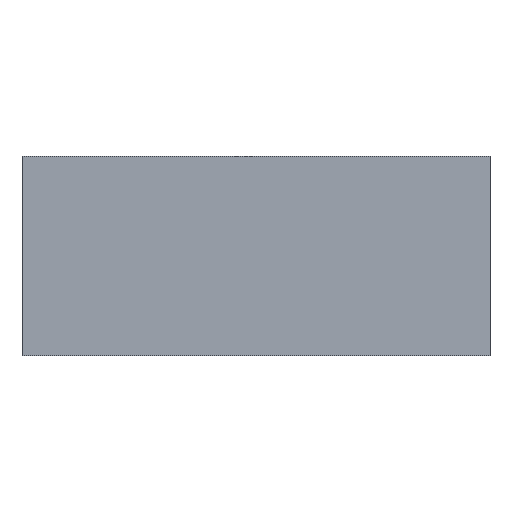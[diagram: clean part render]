
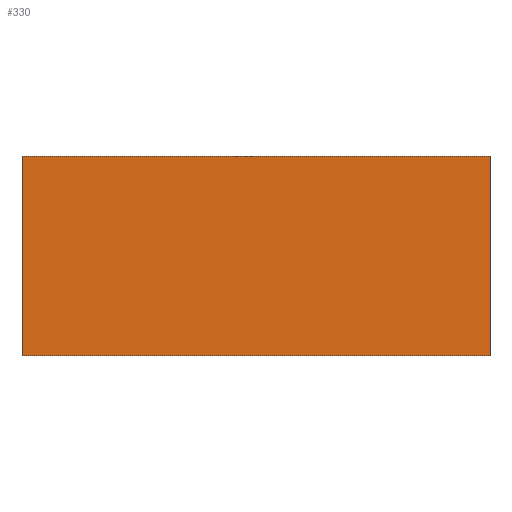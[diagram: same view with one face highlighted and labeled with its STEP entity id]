
A CAD part, front view. The second image highlights one B-rep face of the part: STEP entity #330.
In plain terms, the highlighted planar face has unit normal (0, -1, 0).
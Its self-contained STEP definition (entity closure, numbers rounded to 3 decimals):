
#17 = DIRECTION ( 'NONE',  ( 0., 0., 1. ) ) ;
#24 = CARTESIAN_POINT ( 'NONE',  ( 7.05, -0.5, 3. ) ) ;
#40 = DIRECTION ( 'NONE',  ( -1., 0., 0. ) ) ;
#41 = CARTESIAN_POINT ( 'NONE',  ( 7.05, -0.5, -3. ) ) ;
#44 = EDGE_CURVE ( 'NONE', #127, #250, #375, .T. ) ;
#48 = DIRECTION ( 'NONE',  ( 0., 0., -1. ) ) ;
#63 = ORIENTED_EDGE ( 'NONE', *, *, #393, .F. ) ;
#65 = CARTESIAN_POINT ( 'NONE',  ( -7.05, -0.5, -3. ) ) ;
#83 = CARTESIAN_POINT ( 'NONE',  ( 7.05, -0.5, -3. ) ) ;
#86 = DIRECTION ( 'NONE',  ( 0., 0., -1. ) ) ;
#103 = ORIENTED_EDGE ( 'NONE', *, *, #304, .F. ) ;
#108 = CARTESIAN_POINT ( 'NONE',  ( -7.05, -0.5, 3. ) ) ;
#109 = LINE ( 'NONE', #108, #266 ) ;
#120 = VERTEX_POINT ( 'NONE', #41 ) ;
#127 = VERTEX_POINT ( 'NONE', #65 ) ;
#144 = VECTOR ( 'NONE', #48, 1000. ) ;
#155 = ORIENTED_EDGE ( 'NONE', *, *, #44, .F. ) ;
#168 = CARTESIAN_POINT ( 'NONE',  ( -7.05, -0.5, 3. ) ) ;
#213 = CARTESIAN_POINT ( 'NONE',  ( -7.05, -0.5, -3. ) ) ;
#218 = ORIENTED_EDGE ( 'NONE', *, *, #279, .F. ) ;
#227 = VECTOR ( 'NONE', #40, 1000. ) ;
#235 = FACE_OUTER_BOUND ( 'NONE', #276, .T. ) ;
#243 = CARTESIAN_POINT ( 'NONE',  ( -7.05, -0.5, 3. ) ) ;
#250 = VERTEX_POINT ( 'NONE', #168 ) ;
#266 = VECTOR ( 'NONE', #355, 1000. ) ;
#270 = VERTEX_POINT ( 'NONE', #24 ) ;
#276 = EDGE_LOOP ( 'NONE', ( #218, #103, #155, #63 ) ) ;
#279 = EDGE_CURVE ( 'NONE', #270, #120, #322, .T. ) ;
#292 = VECTOR ( 'NONE', #17, 1000. ) ;
#300 = PLANE ( 'NONE',  #373 ) ;
#304 = EDGE_CURVE ( 'NONE', #250, #270, #109, .T. ) ;
#319 = CARTESIAN_POINT ( 'NONE',  ( 7.05, -0.5, 3. ) ) ;
#322 = LINE ( 'NONE', #319, #144 ) ;
#330 = ADVANCED_FACE ( 'NONE', ( #235 ), #300, .T. ) ;
#355 = DIRECTION ( 'NONE',  ( 1., 0., 0. ) ) ;
#362 = DIRECTION ( 'NONE',  ( 0., -1., 0. ) ) ;
#367 = LINE ( 'NONE', #213, #227 ) ;
#373 = AXIS2_PLACEMENT_3D ( 'NONE', #83, #362, #86 ) ;
#375 = LINE ( 'NONE', #243, #292 ) ;
#393 = EDGE_CURVE ( 'NONE', #120, #127, #367, .T. ) ;
